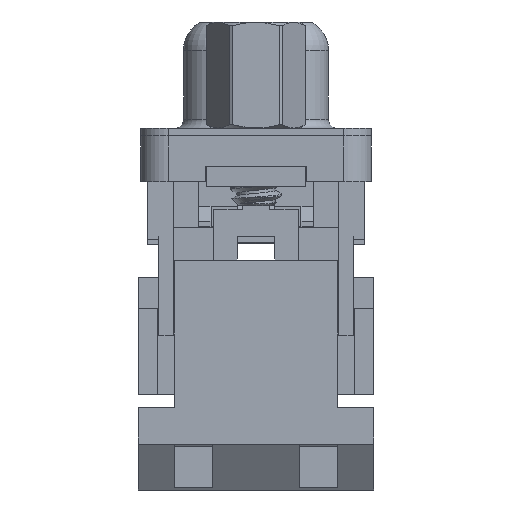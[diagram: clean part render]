
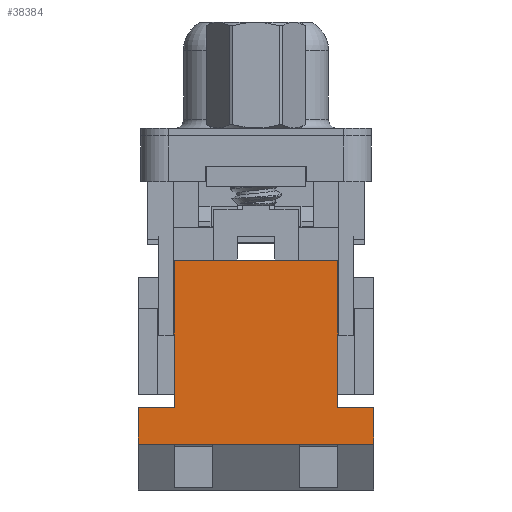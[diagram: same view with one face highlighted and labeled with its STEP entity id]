
A CAD part, left-side view. The second image highlights one B-rep face of the part: STEP entity #38384.
In plain terms, the highlighted planar face has unit normal (-1, 0, 0).
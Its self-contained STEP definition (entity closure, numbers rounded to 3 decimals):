
#815 = CARTESIAN_POINT ( 'NONE',  ( 3.245, 6.425, -14.8 ) ) ;
#1159 = LINE ( 'NONE', #24594, #19377 ) ;
#2359 = CARTESIAN_POINT ( 'NONE',  ( 3.245, 4.45, -6.8 ) ) ;
#4959 = CARTESIAN_POINT ( 'NONE',  ( 3.245, 4.45, -6.8 ) ) ;
#5762 = EDGE_CURVE ( 'NONE', #12327, #33848, #1159, .T. ) ;
#6009 = DIRECTION ( 'NONE',  ( 0., -1., 0. ) ) ;
#10552 = CARTESIAN_POINT ( 'NONE',  ( 3.245, 4.45, -6.8 ) ) ;
#12327 = VERTEX_POINT ( 'NONE', #58224 ) ;
#14546 = VECTOR ( 'NONE', #43820, 1000. ) ;
#14776 = CARTESIAN_POINT ( 'NONE',  ( 3.245, 4.45, -14.8 ) ) ;
#15264 = CARTESIAN_POINT ( 'NONE',  ( 3.245, 6.425, -15.3 ) ) ;
#17385 = ORIENTED_EDGE ( 'NONE', *, *, #56257, .F. ) ;
#17390 = ORIENTED_EDGE ( 'NONE', *, *, #17504, .F. ) ;
#17504 = EDGE_CURVE ( 'NONE', #19503, #22047, #46392, .T. ) ;
#19204 = VERTEX_POINT ( 'NONE', #2359 ) ;
#19377 = VECTOR ( 'NONE', #51369, 1000. ) ;
#19503 = VERTEX_POINT ( 'NONE', #56949 ) ;
#21533 = LINE ( 'NONE', #25453, #14546 ) ;
#22047 = VERTEX_POINT ( 'NONE', #52558 ) ;
#23768 = LINE ( 'NONE', #10552, #57668 ) ;
#24594 = CARTESIAN_POINT ( 'NONE',  ( 3.245, -6.425, -16.8 ) ) ;
#25453 = CARTESIAN_POINT ( 'NONE',  ( 3.245, -4.45, -6.8 ) ) ;
#25776 = CARTESIAN_POINT ( 'NONE',  ( 3.245, -6.425, -15.3 ) ) ;
#28663 = ORIENTED_EDGE ( 'NONE', *, *, #29597, .T. ) ;
#29597 = EDGE_CURVE ( 'NONE', #30751, #33848, #56458, .T. ) ;
#30751 = VERTEX_POINT ( 'NONE', #815 ) ;
#30950 = VECTOR ( 'NONE', #41602, 1000. ) ;
#32185 = EDGE_CURVE ( 'NONE', #58272, #19503, #21533, .T. ) ;
#32398 = EDGE_CURVE ( 'NONE', #19204, #52069, #37152, .T. ) ;
#33042 = DIRECTION ( 'NONE',  ( 0., 0., -1. ) ) ;
#33848 = VERTEX_POINT ( 'NONE', #42491 ) ;
#34541 = DIRECTION ( 'NONE',  ( 0., 0., -1. ) ) ;
#35279 = DIRECTION ( 'NONE',  ( 0., -1., 0. ) ) ;
#36300 = DIRECTION ( 'NONE',  ( 0., 0., -1. ) ) ;
#37152 = LINE ( 'NONE', #4959, #50079 ) ;
#37509 = EDGE_LOOP ( 'NONE', ( #28663, #41145, #56381, #17390, #41024, #17385, #39296, #55159 ) ) ;
#38384 = ADVANCED_FACE ( 'NONE', ( #41102 ), #50122, .F. ) ;
#39092 = VECTOR ( 'NONE', #34541, 1000. ) ;
#39296 = ORIENTED_EDGE ( 'NONE', *, *, #32398, .T. ) ;
#41024 = ORIENTED_EDGE ( 'NONE', *, *, #32185, .F. ) ;
#41102 = FACE_OUTER_BOUND ( 'NONE', #37509, .T. ) ;
#41145 = ORIENTED_EDGE ( 'NONE', *, *, #5762, .F. ) ;
#41349 = AXIS2_PLACEMENT_3D ( 'NONE', #59434, #49819, #36300 ) ;
#41602 = DIRECTION ( 'NONE',  ( 0., -1., 0. ) ) ;
#42491 = CARTESIAN_POINT ( 'NONE',  ( 3.245, 6.425, -16.8 ) ) ;
#43820 = DIRECTION ( 'NONE',  ( 0., 0., -1. ) ) ;
#45802 = CARTESIAN_POINT ( 'NONE',  ( 3.245, 6.425, -14.8 ) ) ;
#46392 = LINE ( 'NONE', #45802, #30950 ) ;
#46750 = DIRECTION ( 'NONE',  ( 0., 0., -1. ) ) ;
#47099 = CARTESIAN_POINT ( 'NONE',  ( 3.245, -4.45, -6.8 ) ) ;
#48925 = LINE ( 'NONE', #25776, #39092 ) ;
#49819 = DIRECTION ( 'NONE',  ( 1., 0., 0. ) ) ;
#50079 = VECTOR ( 'NONE', #46750, 1000. ) ;
#50122 = PLANE ( 'NONE',  #41349 ) ;
#51369 = DIRECTION ( 'NONE',  ( 0., 1., 0. ) ) ;
#51378 = EDGE_CURVE ( 'NONE', #22047, #12327, #48925, .T. ) ;
#51730 = EDGE_CURVE ( 'NONE', #30751, #52069, #53879, .T. ) ;
#52069 = VERTEX_POINT ( 'NONE', #14776 ) ;
#52558 = CARTESIAN_POINT ( 'NONE',  ( 3.245, -6.425, -14.8 ) ) ;
#53532 = VECTOR ( 'NONE', #35279, 1000. ) ;
#53879 = LINE ( 'NONE', #54182, #53532 ) ;
#54182 = CARTESIAN_POINT ( 'NONE',  ( 3.245, 6.425, -14.8 ) ) ;
#55159 = ORIENTED_EDGE ( 'NONE', *, *, #51730, .F. ) ;
#56257 = EDGE_CURVE ( 'NONE', #19204, #58272, #23768, .T. ) ;
#56381 = ORIENTED_EDGE ( 'NONE', *, *, #51378, .F. ) ;
#56458 = LINE ( 'NONE', #15264, #56573 ) ;
#56573 = VECTOR ( 'NONE', #33042, 1000. ) ;
#56949 = CARTESIAN_POINT ( 'NONE',  ( 3.245, -4.45, -14.8 ) ) ;
#57668 = VECTOR ( 'NONE', #6009, 1000. ) ;
#58224 = CARTESIAN_POINT ( 'NONE',  ( 3.245, -6.425, -16.8 ) ) ;
#58272 = VERTEX_POINT ( 'NONE', #47099 ) ;
#59434 = CARTESIAN_POINT ( 'NONE',  ( 3.245, -6.425, -15.3 ) ) ;
